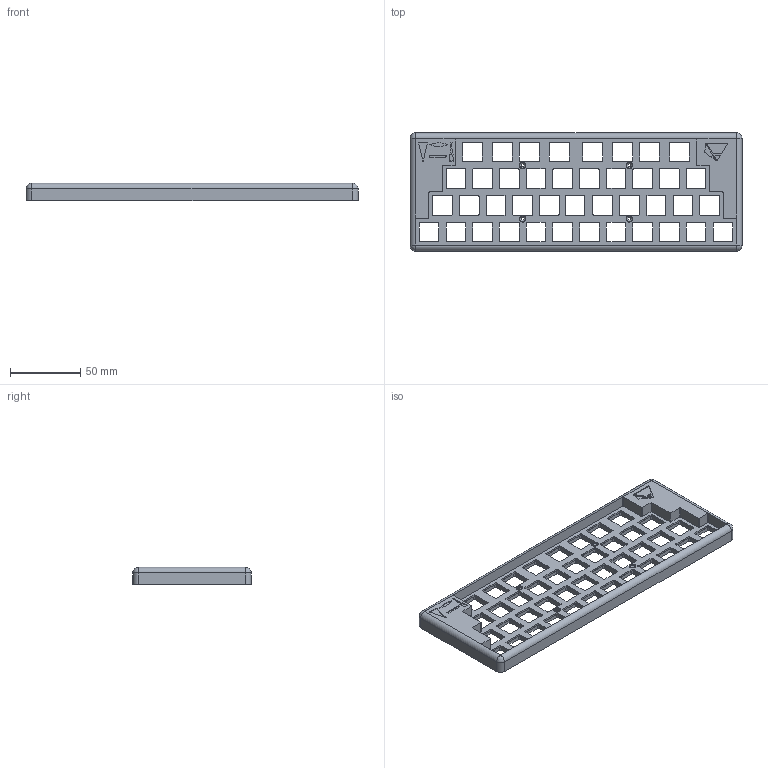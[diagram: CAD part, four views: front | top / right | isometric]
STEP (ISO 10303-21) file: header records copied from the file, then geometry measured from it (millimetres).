
FILE_DESCRIPTION(('STEP AP242'), '1');
FILE_NAME('PYRAMIDKA_top', '', ('UNSPECIFIED'), ('UNSPECIFIED'), 'C3D Converter', 'C3D Toolkit', '');
FILE_SCHEMA(('AP242_MANAGED_MODEL_BASED_3D_ENGINEERING_MIM_LF { 1 0 10303 442 1 1 4 }'));
Length unit declared in the file: millimetre
Products named in the file (1): VOID40 Redux
Bounding box: 236.85 x 84.45 x 12.4 mm (x, y, z)
Volume: 80394.4 mm3; surface area: 49808.6 mm2
Topology: 1 solids, 1 shells, 933 faces, 2600 edges, 1720 vertices
Faces by surface type: plane 549, cylinder 372, sphere 4, torus 4, cone 4
Full cylindrical faces by diameter (mm): 2.4 x4, 3.5 x4, 4 x4
Entity records: 37556 total; most frequent: CARTESIAN_POINT 5259, DIRECTION 5202, ORIENTED_EDGE 5152, EDGE_CURVE 2576, LINE 1810, VECTOR 1810, VERTEX_POINT 1720, AXIS2_PLACEMENT_3D 1696
